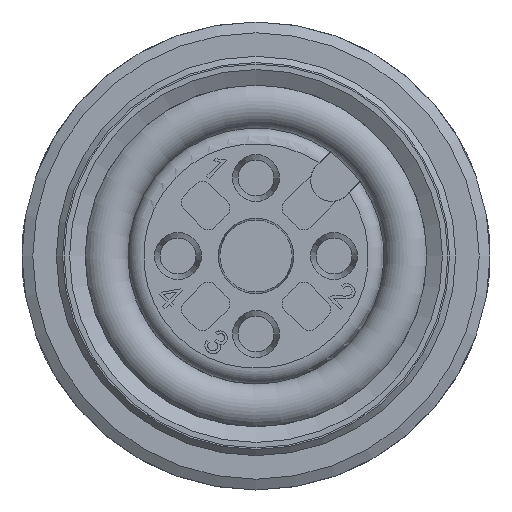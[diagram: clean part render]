
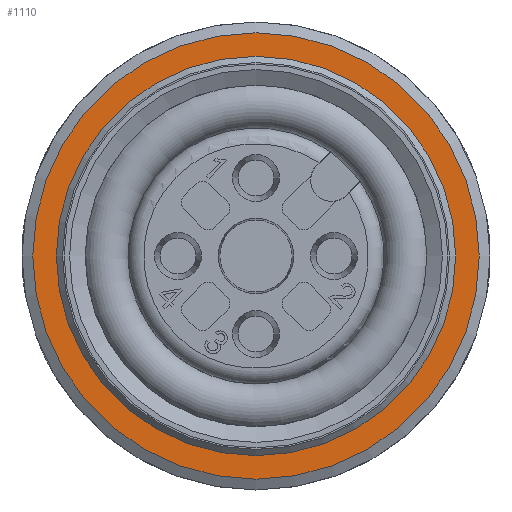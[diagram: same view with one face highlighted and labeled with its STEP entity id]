
A CAD part, front view. The second image highlights one B-rep face of the part: STEP entity #1110.
In plain terms, the highlighted planar face has unit normal (0, -1, 0).
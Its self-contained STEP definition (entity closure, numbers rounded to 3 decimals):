
#298=PLANE('',#4219);
#1110=ADVANCED_FACE('',(#1442,#1443),#298,.F.);
#1442=FACE_BOUND('',#1540,.T.);
#1443=FACE_BOUND('',#1541,.T.);
#1540=EDGE_LOOP('',(#1880));
#1541=EDGE_LOOP('',(#1881));
#1880=ORIENTED_EDGE('',*,*,#3416,.F.);
#1881=ORIENTED_EDGE('',*,*,#3417,.T.);
#3026=VERTEX_POINT('',#5831);
#3027=VERTEX_POINT('',#5834);
#3416=EDGE_CURVE('',#3026,#3026,#3987,.T.);
#3417=EDGE_CURVE('',#3027,#3027,#3988,.T.);
#3987=CIRCLE('',#4216,6.4);
#3988=CIRCLE('',#4218,7.154);
#4216=AXIS2_PLACEMENT_3D('',#5830,#4679,#4680);
#4218=AXIS2_PLACEMENT_3D('',#5833,#4683,#4684);
#4219=AXIS2_PLACEMENT_3D('',#5835,#4685,#4686);
#4679=DIRECTION('',(0.,-1.,0.));
#4680=DIRECTION('',(0.,0.,1.));
#4683=DIRECTION('',(0.,-1.,0.));
#4684=DIRECTION('',(0.,0.,1.));
#4685=DIRECTION('',(0.,1.,0.));
#4686=DIRECTION('',(0.,0.,1.));
#5830=CARTESIAN_POINT('',(84.636,-49.735,0.));
#5831=CARTESIAN_POINT('',(84.636,-49.735,6.4));
#5833=CARTESIAN_POINT('',(84.636,-49.735,0.));
#5834=CARTESIAN_POINT('',(84.636,-49.735,7.154));
#5835=CARTESIAN_POINT('',(84.636,-49.735,7.154));
